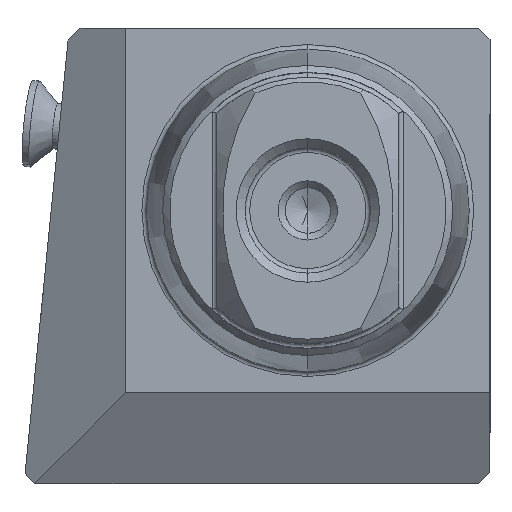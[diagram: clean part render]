
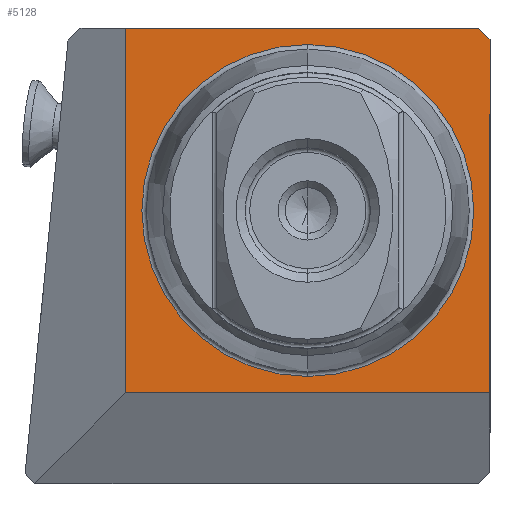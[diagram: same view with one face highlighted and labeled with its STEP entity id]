
A CAD part, left-side view. The second image highlights one B-rep face of the part: STEP entity #5128.
In plain terms, the highlighted planar face has unit normal (-1, 0, 0).
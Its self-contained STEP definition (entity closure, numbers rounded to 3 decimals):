
#50 = DIRECTION ( 'NONE',  ( 0., 1., 0. ) ) ;
#129 = AXIS2_PLACEMENT_3D ( 'NONE', #8735, #6557, #5056 ) ;
#586 = CARTESIAN_POINT ( 'NONE',  ( 0., 8., -8. ) ) ;
#740 = EDGE_CURVE ( 'NONE', #4549, #6850, #3278, .T. ) ;
#805 = EDGE_CURVE ( 'NONE', #968, #880, #1859, .T. ) ;
#880 = VERTEX_POINT ( 'NONE', #586 ) ;
#968 = VERTEX_POINT ( 'NONE', #7103 ) ;
#1004 = CARTESIAN_POINT ( 'NONE',  ( 0., 0., 7.287 ) ) ;
#1149 = CARTESIAN_POINT ( 'NONE',  ( 0., 0., 0. ) ) ;
#1493 = AXIS2_PLACEMENT_3D ( 'NONE', #1149, #2752, #8710 ) ;
#1568 = CARTESIAN_POINT ( 'NONE',  ( 0., 8., -12. ) ) ;
#1660 = EDGE_CURVE ( 'NONE', #968, #4549, #9071, .T. ) ;
#1859 = LINE ( 'NONE', #9146, #2391 ) ;
#2036 = EDGE_CURVE ( 'NONE', #880, #5282, #4640, .T. ) ;
#2320 = AXIS2_PLACEMENT_3D ( 'NONE', #7292, #5781, #6605 ) ;
#2381 = CARTESIAN_POINT ( 'NONE',  ( 0., -8., 0. ) ) ;
#2391 = VECTOR ( 'NONE', #9185, 1000. ) ;
#2500 = EDGE_LOOP ( 'NONE', ( #8488, #8834 ) ) ;
#2591 = EDGE_LOOP ( 'NONE', ( #6602, #3903, #7611, #5032, #4736 ) ) ;
#2752 = DIRECTION ( 'NONE',  ( -1., 0., 0. ) ) ;
#3180 = VERTEX_POINT ( 'NONE', #9159 ) ;
#3278 = LINE ( 'NONE', #4735, #6560 ) ;
#3336 = VECTOR ( 'NONE', #50, 1000. ) ;
#3611 = PLANE ( 'NONE',  #129 ) ;
#3901 = LINE ( 'NONE', #6010, #3336 ) ;
#3903 = ORIENTED_EDGE ( 'NONE', *, *, #740, .T. ) ;
#4104 = DIRECTION ( 'NONE',  ( 0., 0.707, 0.707 ) ) ;
#4549 = VERTEX_POINT ( 'NONE', #5703 ) ;
#4640 = LINE ( 'NONE', #1568, #8096 ) ;
#4735 = CARTESIAN_POINT ( 'NONE',  ( 0., -7.5, 8. ) ) ;
#4736 = ORIENTED_EDGE ( 'NONE', *, *, #805, .F. ) ;
#4948 = CIRCLE ( 'NONE', #2320, 7.287 ) ;
#5032 = ORIENTED_EDGE ( 'NONE', *, *, #2036, .F. ) ;
#5056 = DIRECTION ( 'NONE',  ( 0., 0., -1. ) ) ;
#5116 = FACE_OUTER_BOUND ( 'NONE', #2591, .T. ) ;
#5128 = ADVANCED_FACE ( 'NONE', ( #9574, #5116 ), #3611, .F. ) ;
#5282 = VERTEX_POINT ( 'NONE', #5408 ) ;
#5408 = CARTESIAN_POINT ( 'NONE',  ( 0., 8., 8. ) ) ;
#5618 = EDGE_CURVE ( 'NONE', #6850, #5282, #3901, .T. ) ;
#5703 = CARTESIAN_POINT ( 'NONE',  ( 0., -8., 7.5 ) ) ;
#5768 = VECTOR ( 'NONE', #7616, 1000. ) ;
#5781 = DIRECTION ( 'NONE',  ( -1., 0., 0. ) ) ;
#6010 = CARTESIAN_POINT ( 'NONE',  ( 0., 7.287, 8. ) ) ;
#6049 = CARTESIAN_POINT ( 'NONE',  ( 0., -7.5, 8. ) ) ;
#6557 = DIRECTION ( 'NONE',  ( 1., 0., 0. ) ) ;
#6560 = VECTOR ( 'NONE', #4104, 1000. ) ;
#6602 = ORIENTED_EDGE ( 'NONE', *, *, #1660, .T. ) ;
#6605 = DIRECTION ( 'NONE',  ( 0., 0., 1. ) ) ;
#6850 = VERTEX_POINT ( 'NONE', #6049 ) ;
#7001 = VERTEX_POINT ( 'NONE', #1004 ) ;
#7074 = CIRCLE ( 'NONE', #1493, 7.287 ) ;
#7103 = CARTESIAN_POINT ( 'NONE',  ( 0., -8., -8. ) ) ;
#7292 = CARTESIAN_POINT ( 'NONE',  ( 0., 0., 0. ) ) ;
#7540 = DIRECTION ( 'NONE',  ( 0., 0., 1. ) ) ;
#7611 = ORIENTED_EDGE ( 'NONE', *, *, #5618, .T. ) ;
#7616 = DIRECTION ( 'NONE',  ( 0., 0., 1. ) ) ;
#8096 = VECTOR ( 'NONE', #7540, 1000. ) ;
#8488 = ORIENTED_EDGE ( 'NONE', *, *, #8624, .F. ) ;
#8624 = EDGE_CURVE ( 'NONE', #7001, #3180, #7074, .T. ) ;
#8710 = DIRECTION ( 'NONE',  ( 0., 0., 1. ) ) ;
#8735 = CARTESIAN_POINT ( 'NONE',  ( 0., 7.287, 0. ) ) ;
#8834 = ORIENTED_EDGE ( 'NONE', *, *, #9512, .F. ) ;
#9071 = LINE ( 'NONE', #2381, #5768 ) ;
#9146 = CARTESIAN_POINT ( 'NONE',  ( 0., -8., -8. ) ) ;
#9159 = CARTESIAN_POINT ( 'NONE',  ( 0., 0., -7.287 ) ) ;
#9185 = DIRECTION ( 'NONE',  ( 0., 1., 0. ) ) ;
#9512 = EDGE_CURVE ( 'NONE', #3180, #7001, #4948, .T. ) ;
#9574 = FACE_BOUND ( 'NONE', #2500, .T. ) ;
